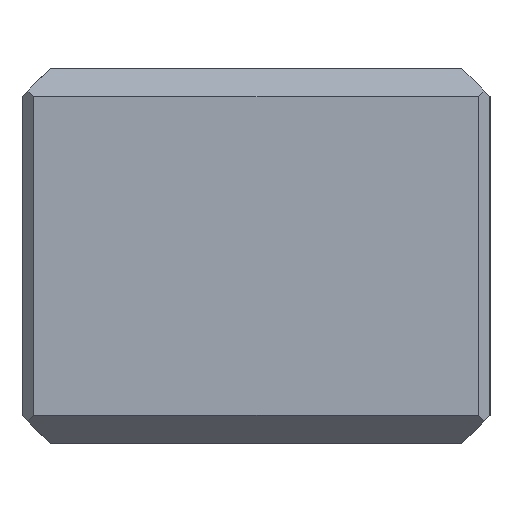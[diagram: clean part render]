
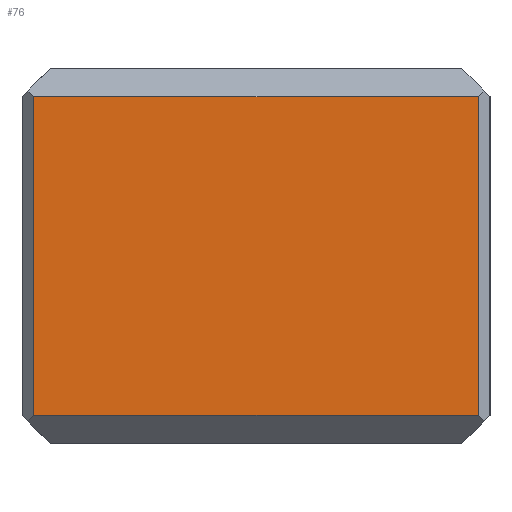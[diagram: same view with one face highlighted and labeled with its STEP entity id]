
A CAD part, left-side view. The second image highlights one B-rep face of the part: STEP entity #76.
In plain terms, the highlighted planar face has unit normal (-1, 0, 0).
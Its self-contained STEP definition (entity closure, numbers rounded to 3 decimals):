
#76 = ADVANCED_FACE( '', ( #102 ), #103, .F. );
#102 = FACE_OUTER_BOUND( '', #156, .T. );
#103 = PLANE( '', #157 );
#156 = EDGE_LOOP( '', ( #215, #216, #217, #218 ) );
#157 = AXIS2_PLACEMENT_3D( '', #219, #220, #221 );
#215 = ORIENTED_EDGE( '', *, *, #398, .T. );
#216 = ORIENTED_EDGE( '', *, *, #399, .T. );
#217 = ORIENTED_EDGE( '', *, *, #400, .T. );
#218 = ORIENTED_EDGE( '', *, *, #401, .T. );
#219 = CARTESIAN_POINT( '', ( -10., 5., 8. ) );
#220 = DIRECTION( '', ( 1., 0., 0. ) );
#221 = DIRECTION( '', ( 0., 0., -1. ) );
#398 = EDGE_CURVE( '', #459, #460, #461, .T. );
#399 = EDGE_CURVE( '', #460, #462, #463, .T. );
#400 = EDGE_CURVE( '', #462, #464, #465, .T. );
#401 = EDGE_CURVE( '', #464, #459, #466, .T. );
#459 = VERTEX_POINT( '', #558 );
#460 = VERTEX_POINT( '', #559 );
#461 = LINE( '', #560, #561 );
#462 = VERTEX_POINT( '', #562 );
#463 = LINE( '', #563, #564 );
#464 = VERTEX_POINT( '', #565 );
#465 = LINE( '', #566, #567 );
#466 = LINE( '', #568, #569 );
#558 = CARTESIAN_POINT( '', ( -10., 4.75, 7.4 ) );
#559 = CARTESIAN_POINT( '', ( -10., 4.75, 0.6 ) );
#560 = CARTESIAN_POINT( '', ( -10., 4.75, 8. ) );
#561 = VECTOR( '', #699, 1000. );
#562 = CARTESIAN_POINT( '', ( -10., -4.75, 0.6 ) );
#563 = CARTESIAN_POINT( '', ( -10., 5., 0.6 ) );
#564 = VECTOR( '', #700, 1000. );
#565 = CARTESIAN_POINT( '', ( -10., -4.75, 7.4 ) );
#566 = CARTESIAN_POINT( '', ( -10., -4.75, 8. ) );
#567 = VECTOR( '', #701, 1000. );
#568 = CARTESIAN_POINT( '', ( -10., 4.75, 7.4 ) );
#569 = VECTOR( '', #702, 1000. );
#699 = DIRECTION( '', ( 0., 0., -1. ) );
#700 = DIRECTION( '', ( 0., -1., 0. ) );
#701 = DIRECTION( '', ( 0., 0., 1. ) );
#702 = DIRECTION( '', ( 0., 1., 0. ) );
